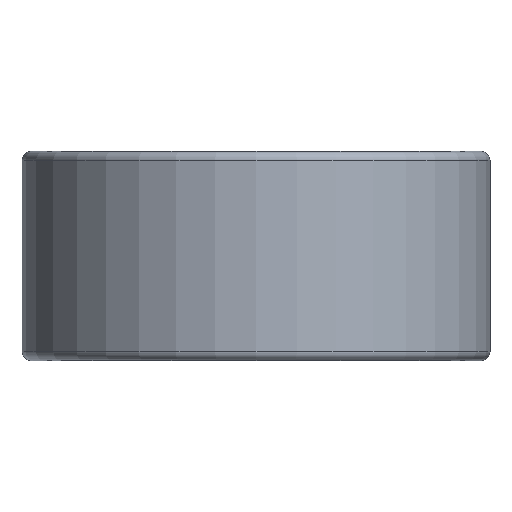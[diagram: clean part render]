
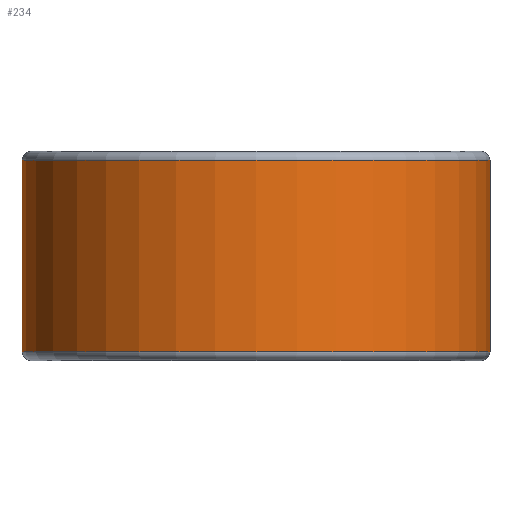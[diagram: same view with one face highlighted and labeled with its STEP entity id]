
A CAD part, front view. The second image highlights one B-rep face of the part: STEP entity #234.
In plain terms, the highlighted cylindrical face has radius 19.444 mm (diameter 38.887 mm), a partial arc.
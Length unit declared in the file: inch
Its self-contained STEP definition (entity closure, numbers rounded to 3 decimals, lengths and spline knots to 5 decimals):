
#61 = DIRECTION ( 'NONE',  ( 1., 0., 0. ) ) ;
#100 = LINE ( 'NONE', #2193, #1802 ) ;
#145 = CIRCLE ( 'NONE', #635, 0.7655 ) ;
#146 = EDGE_CURVE ( 'NONE', #855, #829, #1444, .T. ) ;
#234 = ADVANCED_FACE ( 'NONE', ( #2167 ), #1197, .T. ) ;
#269 = CARTESIAN_POINT ( 'NONE',  ( 0.6875, -1.843, 0. ) ) ;
#310 = DIRECTION ( 'NONE',  ( 0., 0., -1. ) ) ;
#566 = ORIENTED_EDGE ( 'NONE', *, *, #1518, .F. ) ;
#587 = AXIS2_PLACEMENT_3D ( 'NONE', #269, #2153, #61 ) ;
#635 = AXIS2_PLACEMENT_3D ( 'NONE', #1190, #2588, #1420 ) ;
#676 = EDGE_CURVE ( 'NONE', #1721, #708, #100, .T. ) ;
#708 = VERTEX_POINT ( 'NONE', #2597 ) ;
#748 = CARTESIAN_POINT ( 'NONE',  ( 0.6875, -1.843, 0.3125 ) ) ;
#782 = AXIS2_PLACEMENT_3D ( 'NONE', #748, #2201, #974 ) ;
#829 = VERTEX_POINT ( 'NONE', #1657 ) ;
#855 = VERTEX_POINT ( 'NONE', #1260 ) ;
#974 = DIRECTION ( 'NONE',  ( 1., 0., 0. ) ) ;
#1102 = ORIENTED_EDGE ( 'NONE', *, *, #1481, .T. ) ;
#1190 = CARTESIAN_POINT ( 'NONE',  ( 0.6875, -1.843, -0.3125 ) ) ;
#1197 = CYLINDRICAL_SURFACE ( 'NONE', #587, 0.7655 ) ;
#1209 = ORIENTED_EDGE ( 'NONE', *, *, #146, .T. ) ;
#1260 = CARTESIAN_POINT ( 'NONE',  ( 1.453, -1.843, -0.3125 ) ) ;
#1381 = CARTESIAN_POINT ( 'NONE',  ( -0.078, -1.843, 0.3125 ) ) ;
#1420 = DIRECTION ( 'NONE',  ( 1., 0., 0. ) ) ;
#1424 = EDGE_LOOP ( 'NONE', ( #1102, #1209, #566, #1716 ) ) ;
#1444 = LINE ( 'NONE', #2571, #2237 ) ;
#1481 = EDGE_CURVE ( 'NONE', #708, #855, #145, .T. ) ;
#1518 = EDGE_CURVE ( 'NONE', #1721, #829, #2309, .T. ) ;
#1657 = CARTESIAN_POINT ( 'NONE',  ( 1.453, -1.843, 0.3125 ) ) ;
#1716 = ORIENTED_EDGE ( 'NONE', *, *, #676, .T. ) ;
#1721 = VERTEX_POINT ( 'NONE', #1381 ) ;
#1802 = VECTOR ( 'NONE', #310, 39.37008 ) ;
#2153 = DIRECTION ( 'NONE',  ( 0., 0., 1. ) ) ;
#2167 = FACE_OUTER_BOUND ( 'NONE', #1424, .T. ) ;
#2193 = CARTESIAN_POINT ( 'NONE',  ( -0.078, -1.843, 0.3125 ) ) ;
#2201 = DIRECTION ( 'NONE',  ( 0., 0., 1. ) ) ;
#2237 = VECTOR ( 'NONE', #2369, 39.37008 ) ;
#2309 = CIRCLE ( 'NONE', #782, 0.7655 ) ;
#2369 = DIRECTION ( 'NONE',  ( 0., 0., 1. ) ) ;
#2571 = CARTESIAN_POINT ( 'NONE',  ( 1.453, -1.843, 0. ) ) ;
#2588 = DIRECTION ( 'NONE',  ( 0., 0., 1. ) ) ;
#2597 = CARTESIAN_POINT ( 'NONE',  ( -0.078, -1.843, -0.3125 ) ) ;
